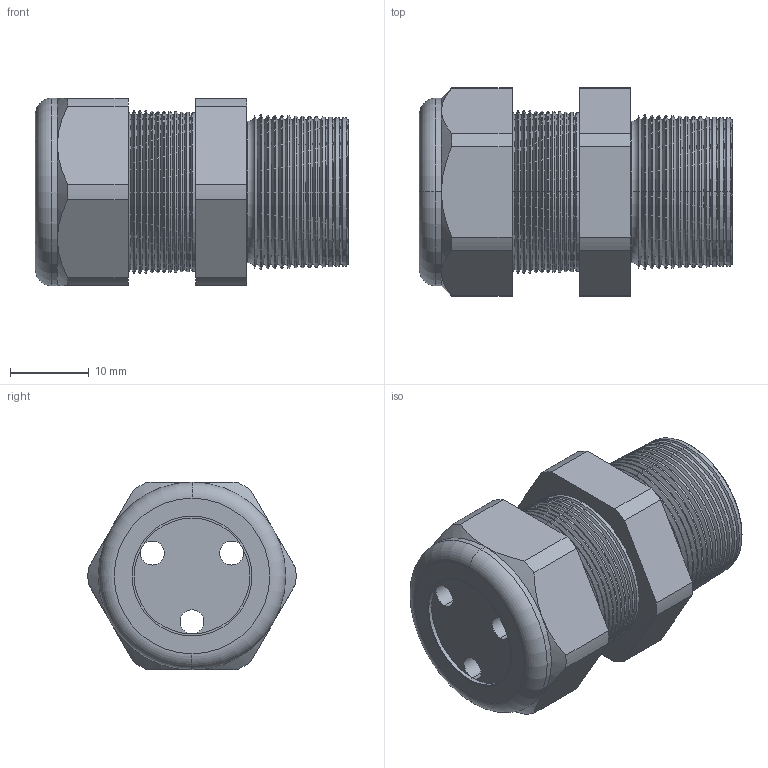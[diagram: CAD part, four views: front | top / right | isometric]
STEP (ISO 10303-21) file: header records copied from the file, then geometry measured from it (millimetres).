
FILE_DESCRIPTION (( 'STEP AP203' ), '1' );
FILE_NAME ('CD13N5-GY.STEP', '2008-11-17T10:02:45', ( 'bay06' ), ( '' ), 'SwSTEP 2.0', 'SolidWorks 2007', '' );
FILE_SCHEMA (( 'CONFIG_CONTROL_DESIGN' ));
Length unit declared in the file: inch
Products named in the file (1): CD13N5-GY
Bounding box: 39.88 x 26.49 x 23.88 mm (x, y, z)
Volume: 9295.8 mm3; surface area: 7499.4 mm2
Topology: 2 solids, 2 shells, 210 faces, 444 edges, 242 vertices
Faces by surface type: cone 158, cylinder 26, plane 20, torus 6
Entity records: 5673 total; most frequent: DIRECTION 1078, CARTESIAN_POINT 985, ORIENTED_EDGE 888, EDGE_CURVE 444, AXIS2_PLACEMENT_3D 435, VERTEX_POINT 242, CIRCLE 224, EDGE_LOOP 222
